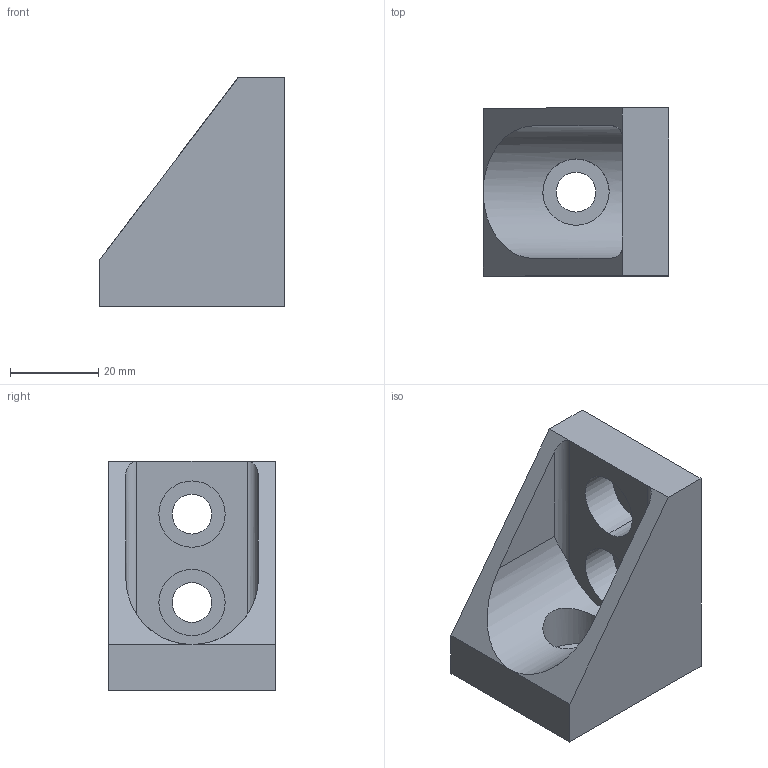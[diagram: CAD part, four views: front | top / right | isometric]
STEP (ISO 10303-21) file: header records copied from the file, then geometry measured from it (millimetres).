
FILE_DESCRIPTION(('STEP AP214'),'1');
FILE_NAME(' ',' ',('TraceParts'),('TraceParts S.A.'),'XStep 1.0',' ',' ');
FILE_SCHEMA(('automotive_design'));
Length unit declared in the file: millimetre
Products named in the file (1): 1
Bounding box: 42 x 38 x 52 mm (x, y, z)
Volume: 36413.3 mm3; surface area: 11911.7 mm2
Topology: 1 solids, 1 shells, 29 faces, 70 edges, 46 vertices
Faces by surface type: cylinder 15, plane 14
Entity records: 1782 total; most frequent: CARTESIAN_POINT 235, DIRECTION 152, STYLED_ITEM 146, PRESENTATION_STYLE_ASSIGNMENT 146, COLOUR_RGB 146, ORIENTED_EDGE 140, EDGE_CURVE 70, CURVE_STYLE 70
